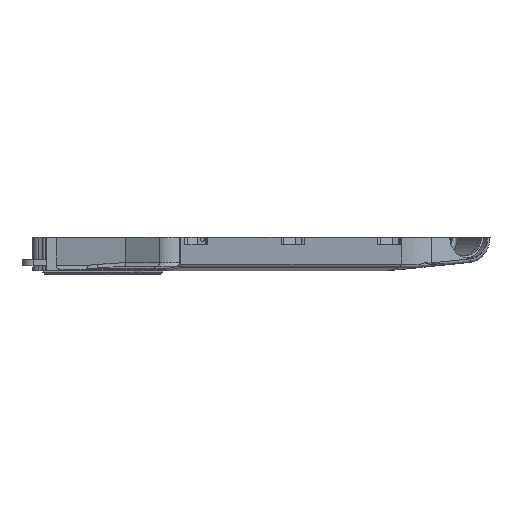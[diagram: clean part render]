
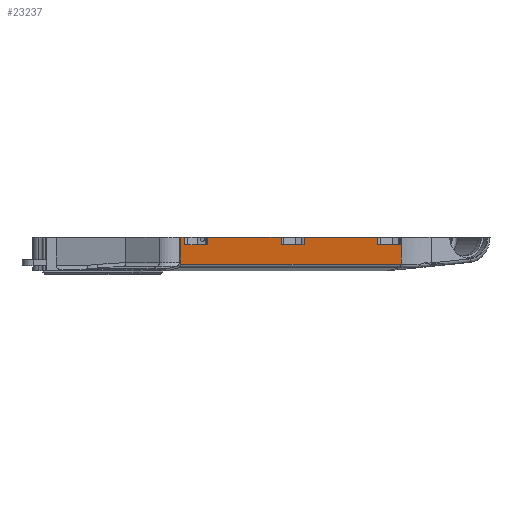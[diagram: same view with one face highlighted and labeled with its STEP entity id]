
A CAD part, front view. The second image highlights one B-rep face of the part: STEP entity #23237.
In plain terms, the highlighted planar face has unit normal (0.841, -0.541, 0).
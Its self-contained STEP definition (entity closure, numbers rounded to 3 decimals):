
#2 = LINE ( 'NONE', #3, #8260 ) ;
#3 = CARTESIAN_POINT ( 'NONE',  ( 71.747, -46.129, -10. ) ) ;
#4 = DIRECTION ( 'NONE',  ( 0.541, 0.841, 0. ) ) ;
#32 = LINE ( 'NONE', #33, #8273 ) ;
#33 = CARTESIAN_POINT ( 'NONE',  ( 60.307, -63.922, 45. ) ) ;
#34 = DIRECTION ( 'NONE',  ( 0., 0., 1. ) ) ;
#50 = LINE ( 'NONE', #51, #8282 ) ;
#51 = CARTESIAN_POINT ( 'NONE',  ( 71.747, -46.129, -10. ) ) ;
#52 = DIRECTION ( 'NONE',  ( 0.541, 0.841, 0. ) ) ;
#56 = LINE ( 'NONE', #57, #8184 ) ;
#57 = CARTESIAN_POINT ( 'NONE',  ( -100.749, -314.423, 45. ) ) ;
#58 = DIRECTION ( 'NONE',  ( 0., 0., -1. ) ) ;
#100 = LINE ( 'NONE', #101, #8182 ) ;
#101 = CARTESIAN_POINT ( 'NONE',  ( 190.1, 137.954, 45. ) ) ;
#102 = DIRECTION ( 'NONE',  ( 0., 0., 1. ) ) ;
#218 = LINE ( 'NONE', #219, #6828 ) ;
#219 = CARTESIAN_POINT ( 'NONE',  ( 71.747, -46.129, 0. ) ) ;
#220 = DIRECTION ( 'NONE',  ( 0.541, 0.841, 0. ) ) ;
#545 = PLANE ( 'NONE',  #24143 ) ;
#546 = CARTESIAN_POINT ( 'NONE',  ( 71.747, -46.129, 45. ) ) ;
#547 = DIRECTION ( 'NONE',  ( -0.841, 0.541, 0. ) ) ;
#548 = DIRECTION ( 'NONE',  ( -0.541, -0.841, 0. ) ) ;
#596 = LINE ( 'NONE', #597, #24115 ) ;
#597 = CARTESIAN_POINT ( 'NONE',  ( 71.747, -46.129, -10. ) ) ;
#598 = DIRECTION ( 'NONE',  ( 0.541, 0.841, 0. ) ) ;
#649 = LINE ( 'NONE', #650, #24152 ) ;
#650 = CARTESIAN_POINT ( 'NONE',  ( 29.448, -111.918, 45. ) ) ;
#651 = DIRECTION ( 'NONE',  ( 0., 0., -1. ) ) ;
#756 = LINE ( 'NONE', #757, #24190 ) ;
#757 = CARTESIAN_POINT ( 'NONE',  ( 159.242, 89.957, 45. ) ) ;
#758 = DIRECTION ( 'NONE',  ( 0., 0., -1. ) ) ;
#3193 = VECTOR ( 'NONE', #12546, 1000. ) ;
#3220 = VECTOR ( 'NONE', #25110, 1000. ) ;
#4636 = VECTOR ( 'NONE', #7084, 1000. ) ;
#6828 = VECTOR ( 'NONE', #220, 1000. ) ;
#7082 = LINE ( 'NONE', #7083, #4636 ) ;
#7083 = CARTESIAN_POINT ( 'NONE',  ( 71.747, -46.129, 0. ) ) ;
#7084 = DIRECTION ( 'NONE',  ( 0.541, 0.841, 0. ) ) ;
#7866 = LINE ( 'NONE', #7867, #24283 ) ;
#7867 = CARTESIAN_POINT ( 'NONE',  ( -69.486, -265.798, 45. ) ) ;
#7868 = DIRECTION ( 'NONE',  ( 0., 0., 1. ) ) ;
#8182 = VECTOR ( 'NONE', #102, 1000. ) ;
#8184 = VECTOR ( 'NONE', #58, 1000. ) ;
#8260 = VECTOR ( 'NONE', #4, 1000. ) ;
#8273 = VECTOR ( 'NONE', #34, 1000. ) ;
#8282 = VECTOR ( 'NONE', #52, 1000. ) ;
#12546 = DIRECTION ( 'NONE',  ( 0., 0., -1. ) ) ;
#12548 = CARTESIAN_POINT ( 'NONE',  ( -105.32, -321.532, 50. ) ) ;
#12549 = LINE ( 'NONE', #12548, #3193 ) ;
#12959 = CARTESIAN_POINT ( 'NONE',  ( 60.307, -63.922, -10. ) ) ;
#13014 = CARTESIAN_POINT ( 'NONE',  ( 60.307, -63.922, 0. ) ) ;
#13255 = CARTESIAN_POINT ( 'NONE',  ( -69.486, -265.798, -10. ) ) ;
#14215 = ORIENTED_EDGE ( 'NONE', *, *, #23244, .F. ) ;
#14216 = ORIENTED_EDGE ( 'NONE', *, *, #21677, .F. ) ;
#14217 = ORIENTED_EDGE ( 'NONE', *, *, #22690, .F. ) ;
#14218 = ORIENTED_EDGE ( 'NONE', *, *, #23158, .F. ) ;
#14219 = ORIENTED_EDGE ( 'NONE', *, *, #23274, .F. ) ;
#14220 = ORIENTED_EDGE ( 'NONE', *, *, #23178, .F. ) ;
#14221 = ORIENTED_EDGE ( 'NONE', *, *, #23135, .F. ) ;
#14222 = ORIENTED_EDGE ( 'NONE', *, *, #23125, .F. ) ;
#14223 = ORIENTED_EDGE ( 'NONE', *, *, #23260, .F. ) ;
#14224 = ORIENTED_EDGE ( 'NONE', *, *, #21647, .F. ) ;
#14225 = ORIENTED_EDGE ( 'NONE', *, *, #22808, .F. ) ;
#14226 = ORIENTED_EDGE ( 'NONE', *, *, #23141, .F. ) ;
#14227 = ORIENTED_EDGE ( 'NONE', *, *, #23143, .F. ) ;
#14228 = ORIENTED_EDGE ( 'NONE', *, *, #21482, .F. ) ;
#14229 = ORIENTED_EDGE ( 'NONE', *, *, #21504, .T. ) ;
#14231 = ORIENTED_EDGE ( 'NONE', *, *, #21617, .F. ) ;
#14564 = VERTEX_POINT ( 'NONE', #13014 ) ;
#14565 = VERTEX_POINT ( 'NONE', #12959 ) ;
#14574 = VERTEX_POINT ( 'NONE', #13255 ) ;
#16819 = LINE ( 'NONE', #16820, #20104 ) ;
#16820 = CARTESIAN_POINT ( 'NONE',  ( 190.876, 139.16, 45. ) ) ;
#16821 = DIRECTION ( 'NONE',  ( 0., 0., -1. ) ) ;
#18649 = VERTEX_POINT ( 'NONE', #23401 ) ;
#18782 = VERTEX_POINT ( 'NONE', #23631 ) ;
#18794 = VERTEX_POINT ( 'NONE', #23433 ) ;
#19085 = VERTEX_POINT ( 'NONE', #23336 ) ;
#19123 = VERTEX_POINT ( 'NONE', #23522 ) ;
#19125 = VERTEX_POINT ( 'NONE', #23521 ) ;
#19162 = VERTEX_POINT ( 'NONE', #23544 ) ;
#19228 = VERTEX_POINT ( 'NONE', #23572 ) ;
#19238 = VERTEX_POINT ( 'NONE', #23591 ) ;
#19317 = VERTEX_POINT ( 'NONE', #23722 ) ;
#19476 = VERTEX_POINT ( 'NONE', #23814 ) ;
#19480 = VERTEX_POINT ( 'NONE', #23807 ) ;
#19565 = VERTEX_POINT ( 'NONE', #23607 ) ;
#20072 = VECTOR ( 'NONE', #25556, 1000. ) ;
#20104 = VECTOR ( 'NONE', #16821, 1000. ) ;
#20118 = VECTOR ( 'NONE', #25773, 1000. ) ;
#21152 = EDGE_LOOP ( 'NONE', ( #14216, #14217, #14218, #14215, #14219, #14220, #14221, #14222, #14223, #14224, #14225, #14226, #14227, #14228, #14229, #14231 ) ) ;
#21482 = EDGE_CURVE ( 'NONE', #18782, #19162, #25326, .T. ) ;
#21504 = EDGE_CURVE ( 'NONE', #18782, #19565, #12549, .T. ) ;
#21617 = EDGE_CURVE ( 'NONE', #18794, #19565, #25554, .T. ) ;
#21647 = EDGE_CURVE ( 'NONE', #19476, #19123, #25771, .T. ) ;
#21677 = EDGE_CURVE ( 'NONE', #19480, #18794, #16819, .T. ) ;
#22690 = EDGE_CURVE ( 'NONE', #18649, #19480, #7082, .T. ) ;
#22808 = EDGE_CURVE ( 'NONE', #14574, #19476, #7866, .T. ) ;
#23125 = EDGE_CURVE ( 'NONE', #19317, #14565, #2, .T. ) ;
#23135 = EDGE_CURVE ( 'NONE', #14565, #14564, #32, .T. ) ;
#23141 = EDGE_CURVE ( 'NONE', #19125, #14574, #50, .T. ) ;
#23143 = EDGE_CURVE ( 'NONE', #19162, #19125, #56, .T. ) ;
#23158 = EDGE_CURVE ( 'NONE', #19228, #18649, #100, .T. ) ;
#23178 = EDGE_CURVE ( 'NONE', #14564, #19238, #218, .T. ) ;
#23237 = ADVANCED_FACE ( 'NONE', ( #24164 ), #545, .F. ) ;
#23244 = EDGE_CURVE ( 'NONE', #19085, #19228, #596, .T. ) ;
#23260 = EDGE_CURVE ( 'NONE', #19123, #19317, #649, .T. ) ;
#23274 = EDGE_CURVE ( 'NONE', #19238, #19085, #756, .T. ) ;
#23336 = CARTESIAN_POINT ( 'NONE',  ( 159.242, 89.957, -10. ) ) ;
#23401 = CARTESIAN_POINT ( 'NONE',  ( 190.1, 137.954, 0. ) ) ;
#23433 = CARTESIAN_POINT ( 'NONE',  ( 190.876, 139.16, -35.951 ) ) ;
#23521 = CARTESIAN_POINT ( 'NONE',  ( -100.749, -314.423, -10. ) ) ;
#23522 = CARTESIAN_POINT ( 'NONE',  ( 29.448, -111.918, 0. ) ) ;
#23544 = CARTESIAN_POINT ( 'NONE',  ( -100.749, -314.423, 0. ) ) ;
#23572 = CARTESIAN_POINT ( 'NONE',  ( 190.1, 137.954, -10. ) ) ;
#23591 = CARTESIAN_POINT ( 'NONE',  ( 159.242, 89.957, 0. ) ) ;
#23607 = CARTESIAN_POINT ( 'NONE',  ( -105.32, -321.532, -35.951 ) ) ;
#23631 = CARTESIAN_POINT ( 'NONE',  ( -105.32, -321.532, 0. ) ) ;
#23722 = CARTESIAN_POINT ( 'NONE',  ( 29.448, -111.918, -10. ) ) ;
#23807 = CARTESIAN_POINT ( 'NONE',  ( 190.876, 139.16, 0. ) ) ;
#23814 = CARTESIAN_POINT ( 'NONE',  ( -69.486, -265.798, 0. ) ) ;
#24115 = VECTOR ( 'NONE', #598, 1000. ) ;
#24143 = AXIS2_PLACEMENT_3D ( 'NONE', #546, #547, #548 ) ;
#24152 = VECTOR ( 'NONE', #651, 1000. ) ;
#24164 = FACE_OUTER_BOUND ( 'NONE', #21152, .T. ) ;
#24190 = VECTOR ( 'NONE', #758, 1000. ) ;
#24283 = VECTOR ( 'NONE', #7868, 1000. ) ;
#25110 = DIRECTION ( 'NONE',  ( 0.541, 0.841, 0. ) ) ;
#25326 = LINE ( 'NONE', #25377, #3220 ) ;
#25377 = CARTESIAN_POINT ( 'NONE',  ( 71.747, -46.129, 0. ) ) ;
#25554 = LINE ( 'NONE', #25555, #20072 ) ;
#25555 = CARTESIAN_POINT ( 'NONE',  ( 71.747, -46.129, -35.951 ) ) ;
#25556 = DIRECTION ( 'NONE',  ( -0.541, -0.841, 0. ) ) ;
#25771 = LINE ( 'NONE', #25772, #20118 ) ;
#25772 = CARTESIAN_POINT ( 'NONE',  ( 71.747, -46.129, 0. ) ) ;
#25773 = DIRECTION ( 'NONE',  ( 0.541, 0.841, 0. ) ) ;
